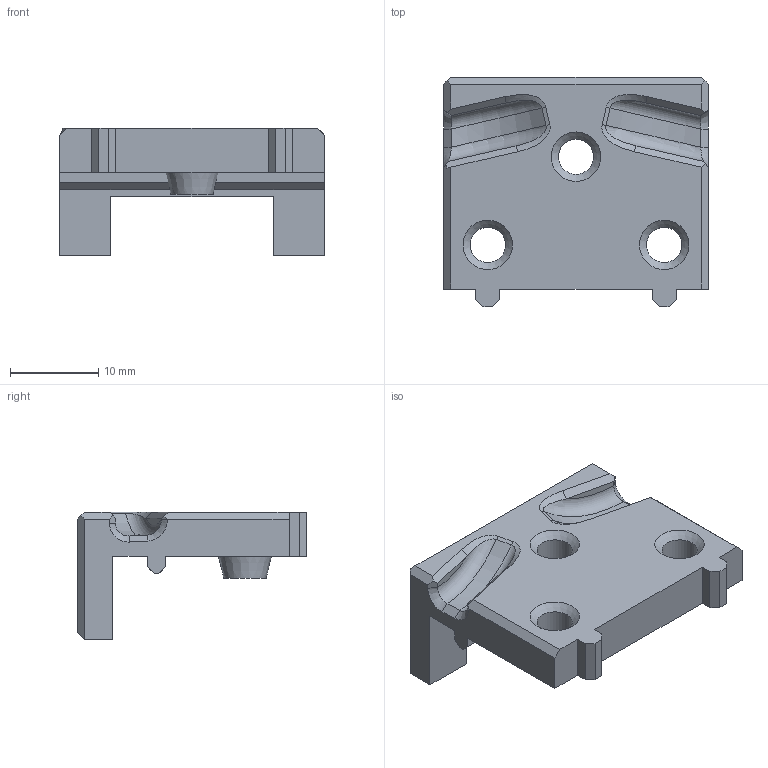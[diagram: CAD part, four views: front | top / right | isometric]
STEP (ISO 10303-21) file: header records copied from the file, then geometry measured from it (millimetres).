
FILE_DESCRIPTION(/* description */ (''),/* implementation_level */ '2;1');
FILE_NAME(/* name */ 'Z-BLOCK_HOLDER.step',/* time_stamp */ '2023-01-07T23:59:14+01:00',/* author */ (''),/* organization */ (''),/* preprocessor_version */ 'ST-DEVELOPER v19.2',/* originating_system */ 'Autodesk Translation Framework v11.17.0.187',/* authorisation */ '');
FILE_SCHEMA (('AUTOMOTIVE_DESIGN { 1 0 10303 214 3 1 1 }'));
Length unit declared in the file: millimetre
Products named in the file (1): Z-BLOCK_HOLDER_PR
Bounding box: 30 x 26 x 14.5 mm (x, y, z)
Volume: 3934.3 mm3; surface area: 2679.3 mm2
Topology: 1 solids, 1 shells, 86 faces, 230 edges, 146 vertices
Faces by surface type: plane 62, bspline 11, cylinder 5, torus 4, cone 4
Full cylindrical faces by diameter (mm): 4 x3
Entity records: 3305 total; most frequent: CARTESIAN_POINT 1167, ORIENTED_EDGE 460, DIRECTION 389, EDGE_CURVE 230, LINE 177, VECTOR 177, VERTEX_POINT 146, AXIS2_PLACEMENT_3D 106
